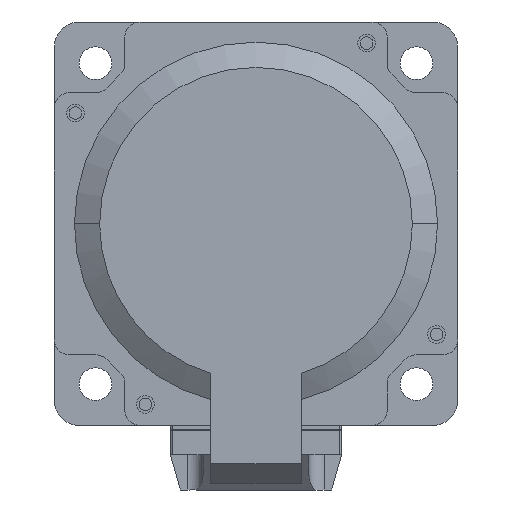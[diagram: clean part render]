
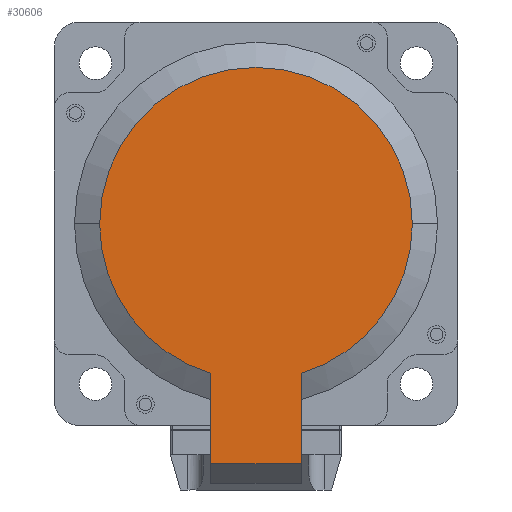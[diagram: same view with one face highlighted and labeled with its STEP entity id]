
A CAD part, left-side view. The second image highlights one B-rep face of the part: STEP entity #30606.
In plain terms, the highlighted planar face has unit normal (-1, 0, 0).
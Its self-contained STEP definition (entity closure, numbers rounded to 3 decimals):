
#705 = VERTEX_POINT ( 'NONE', #24108 ) ;
#897 = DIRECTION ( 'NONE',  ( 0., -1., 0. ) ) ;
#913 = CARTESIAN_POINT ( 'NONE',  ( -185., 0., 0. ) ) ;
#1003 = CARTESIAN_POINT ( 'NONE',  ( -185., 0., 0. ) ) ;
#1200 = CIRCLE ( 'NONE', #12734, 31. ) ;
#1817 = VECTOR ( 'NONE', #14677, 1000. ) ;
#1951 = DIRECTION ( 'NONE',  ( 0., -1., 0. ) ) ;
#2524 = EDGE_LOOP ( 'NONE', ( #17909, #29236, #6340, #8484, #2672, #8719 ) ) ;
#2672 = ORIENTED_EDGE ( 'NONE', *, *, #25198, .T. ) ;
#3160 = VERTEX_POINT ( 'NONE', #23530 ) ;
#3398 = LINE ( 'NONE', #12125, #1817 ) ;
#6340 = ORIENTED_EDGE ( 'NONE', *, *, #15395, .T. ) ;
#6677 = CARTESIAN_POINT ( 'NONE',  ( -185., 0., 0. ) ) ;
#7207 = VECTOR ( 'NONE', #20934, 1000. ) ;
#8484 = ORIENTED_EDGE ( 'NONE', *, *, #20523, .T. ) ;
#8587 = CARTESIAN_POINT ( 'NONE',  ( -185., 9., -47.549 ) ) ;
#8719 = ORIENTED_EDGE ( 'NONE', *, *, #24296, .F. ) ;
#9059 = CARTESIAN_POINT ( 'NONE',  ( -185., 9., -29.665 ) ) ;
#9546 = CARTESIAN_POINT ( 'NONE',  ( -185., -9., -29.665 ) ) ;
#10079 = VERTEX_POINT ( 'NONE', #30849 ) ;
#10181 = FACE_OUTER_BOUND ( 'NONE', #2524, .T. ) ;
#10564 = AXIS2_PLACEMENT_3D ( 'NONE', #29260, #21809, #24377 ) ;
#11201 = VECTOR ( 'NONE', #28842, 1000. ) ;
#12125 = CARTESIAN_POINT ( 'NONE',  ( -185., -9., -47.549 ) ) ;
#12646 = CARTESIAN_POINT ( 'NONE',  ( -185., 9., -47.549 ) ) ;
#12734 = AXIS2_PLACEMENT_3D ( 'NONE', #6677, #27020, #1951 ) ;
#13688 = CIRCLE ( 'NONE', #31586, 31. ) ;
#14677 = DIRECTION ( 'NONE',  ( 0., 1., 0. ) ) ;
#15128 = LINE ( 'NONE', #25719, #7207 ) ;
#15395 = EDGE_CURVE ( 'NONE', #705, #10079, #1200, .T. ) ;
#15845 = PLANE ( 'NONE',  #10564 ) ;
#16674 = EDGE_CURVE ( 'NONE', #30699, #3160, #15128, .T. ) ;
#17684 = AXIS2_PLACEMENT_3D ( 'NONE', #913, #30985, #28775 ) ;
#17909 = ORIENTED_EDGE ( 'NONE', *, *, #16674, .F. ) ;
#20523 = EDGE_CURVE ( 'NONE', #10079, #29697, #13688, .T. ) ;
#20934 = DIRECTION ( 'NONE',  ( 0., 0., -1. ) ) ;
#21809 = DIRECTION ( 'NONE',  ( -1., 0., 0. ) ) ;
#23371 = VERTEX_POINT ( 'NONE', #12646 ) ;
#23530 = CARTESIAN_POINT ( 'NONE',  ( -185., -9., -47.549 ) ) ;
#23798 = CIRCLE ( 'NONE', #17684, 31. ) ;
#24108 = CARTESIAN_POINT ( 'NONE',  ( -185., -31., 0. ) ) ;
#24296 = EDGE_CURVE ( 'NONE', #3160, #23371, #3398, .T. ) ;
#24377 = DIRECTION ( 'NONE',  ( 0., -1., 0. ) ) ;
#24654 = LINE ( 'NONE', #8587, #11201 ) ;
#25198 = EDGE_CURVE ( 'NONE', #29697, #23371, #24654, .T. ) ;
#25719 = CARTESIAN_POINT ( 'NONE',  ( -185., -9., -47.549 ) ) ;
#26033 = EDGE_CURVE ( 'NONE', #30699, #705, #23798, .T. ) ;
#27020 = DIRECTION ( 'NONE',  ( -1., 0., 0. ) ) ;
#28775 = DIRECTION ( 'NONE',  ( 0., -1., 0. ) ) ;
#28842 = DIRECTION ( 'NONE',  ( 0., 0., -1. ) ) ;
#28872 = DIRECTION ( 'NONE',  ( -1., 0., 0. ) ) ;
#29236 = ORIENTED_EDGE ( 'NONE', *, *, #26033, .T. ) ;
#29260 = CARTESIAN_POINT ( 'NONE',  ( -185., -31., 0. ) ) ;
#29697 = VERTEX_POINT ( 'NONE', #9059 ) ;
#30606 = ADVANCED_FACE ( 'NONE', ( #10181 ), #15845, .T. ) ;
#30699 = VERTEX_POINT ( 'NONE', #9546 ) ;
#30849 = CARTESIAN_POINT ( 'NONE',  ( -185., 31., 0. ) ) ;
#30985 = DIRECTION ( 'NONE',  ( -1., 0., 0. ) ) ;
#31586 = AXIS2_PLACEMENT_3D ( 'NONE', #1003, #28872, #897 ) ;
